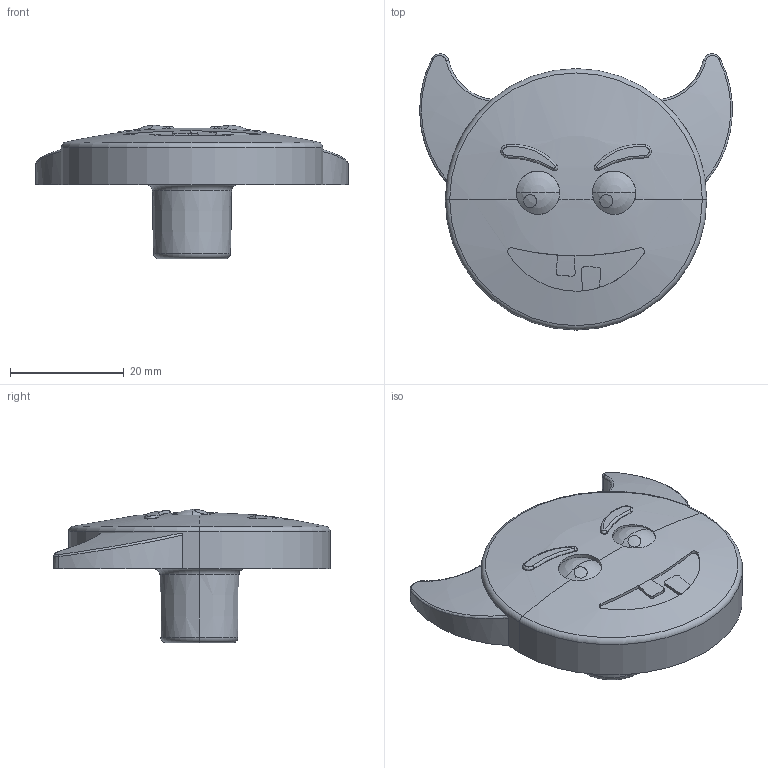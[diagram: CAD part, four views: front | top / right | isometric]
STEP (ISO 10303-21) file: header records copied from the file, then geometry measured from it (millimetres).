
FILE_DESCRIPTION(('Creo Elements/Direct Modeling STEP Export'),'2;1');
FILE_NAME('H241-55.stp','2021-05-27T10:34:31',(''),(''),'Creo Elements/Direct Modeling STEP processor for AP214 (Solid Model)','Creo Elements/Direct Modeling 20.0 12-Nov-2016 (C) Parametric Technology GmbH','');
FILE_SCHEMA(('AUTOMOTIVE_DESIGN { 1 0 10303 214 1 1 1 1 }'));
Length unit declared in the file: millimetre
Products named in the file (11): Augenbraue rechts; Pupille; Auge; Zahn unten; Lippen; Horn rechts; Gesicht; Zahn oben; Augenbraue links; Horn links; DIV-10416
Assembly tree (12 placements, depth 2):
  DIV-10416
    Horn links
    Augenbraue links
    Zahn oben
    Gesicht
    Horn rechts
    Lippen
    Auge  x2
    Zahn unten
    Pupille  x2
    Augenbraue rechts
Bounding box: 54.98 x 48.6 x 23.5 mm (x, y, z)
Volume: 17563.1 mm3; surface area: 8521.8 mm2
Topology: 12 solids, 12 shells, 138 faces, 315 edges, 199 vertices
Faces by surface type: cylinder 68, plane 31, sphere 15, bspline 14, torus 6, cone 4
Entity records: 10878 total; most frequent: CARTESIAN_POINT 7878, ORIENTED_EDGE 570, DIRECTION 508, EDGE_CURVE 285, AXIS2_PLACEMENT_3D 209, VERTEX_POINT 184, EDGE_LOOP 135, FACE_OUTER_BOUND 127
